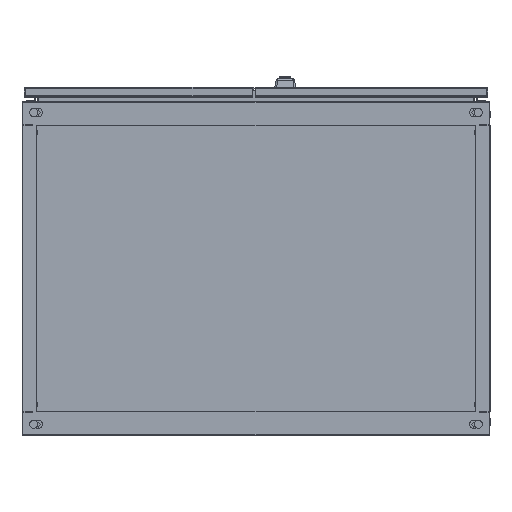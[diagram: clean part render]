
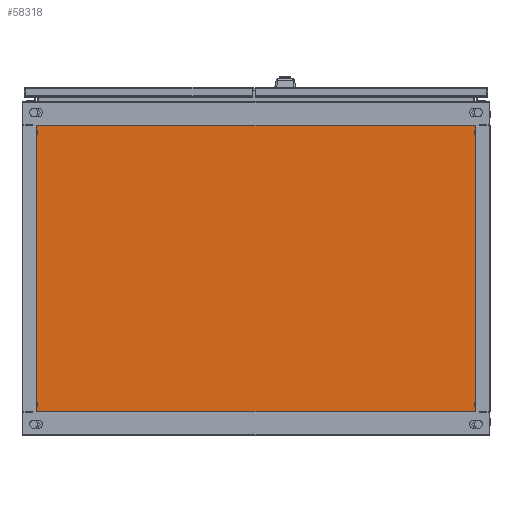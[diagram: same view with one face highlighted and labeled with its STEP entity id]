
A CAD part, front view. The second image highlights one B-rep face of the part: STEP entity #58318.
In plain terms, the highlighted planar face has unit normal (0, -1, 0).
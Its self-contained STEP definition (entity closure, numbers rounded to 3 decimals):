
#7817 = FACE_OUTER_BOUND ( 'NONE', #90602, .T. ) ;
#9043 = CARTESIAN_POINT ( 'NONE',  ( -375., 1799., -245. ) ) ;
#9844 = CARTESIAN_POINT ( 'NONE',  ( 375., 1799., -245. ) ) ;
#14630 = EDGE_CURVE ( 'NONE', #132170, #23975, #86410, .T. ) ;
#19753 = VECTOR ( 'NONE', #119543, 1000. ) ;
#20102 = VERTEX_POINT ( 'NONE', #38182 ) ;
#20186 = DIRECTION ( 'NONE',  ( 0., 1., 0. ) ) ;
#23388 = ORIENTED_EDGE ( 'NONE', *, *, #69376, .F. ) ;
#23975 = VERTEX_POINT ( 'NONE', #116887 ) ;
#31957 = CARTESIAN_POINT ( 'NONE',  ( 0., 1799., 0. ) ) ;
#32092 = ORIENTED_EDGE ( 'NONE', *, *, #93069, .F. ) ;
#38182 = CARTESIAN_POINT ( 'NONE',  ( -375., 1799., 245. ) ) ;
#43255 = VECTOR ( 'NONE', #94198, 1000. ) ;
#49515 = DIRECTION ( 'NONE',  ( 0., 0., -1. ) ) ;
#52516 = ORIENTED_EDGE ( 'NONE', *, *, #139753, .F. ) ;
#58318 = ADVANCED_FACE ( 'NONE', ( #7817 ), #109449, .F. ) ;
#60681 = LINE ( 'NONE', #83377, #43255 ) ;
#64549 = LINE ( 'NONE', #137286, #83827 ) ;
#69376 = EDGE_CURVE ( 'NONE', #20102, #75572, #60681, .T. ) ;
#75572 = VERTEX_POINT ( 'NONE', #93203 ) ;
#83377 = CARTESIAN_POINT ( 'NONE',  ( -375., 1799., 245. ) ) ;
#83827 = VECTOR ( 'NONE', #49515, 1000. ) ;
#86410 = LINE ( 'NONE', #87577, #19753 ) ;
#87577 = CARTESIAN_POINT ( 'NONE',  ( -375., 1799., -245. ) ) ;
#90602 = EDGE_LOOP ( 'NONE', ( #52516, #120270, #32092, #23388 ) ) ;
#93069 = EDGE_CURVE ( 'NONE', #75572, #132170, #64549, .T. ) ;
#93203 = CARTESIAN_POINT ( 'NONE',  ( 375., 1799., 245. ) ) ;
#94198 = DIRECTION ( 'NONE',  ( 1., 0., 0. ) ) ;
#109449 = PLANE ( 'NONE',  #127457 ) ;
#116887 = CARTESIAN_POINT ( 'NONE',  ( -375., 1799., -245. ) ) ;
#119543 = DIRECTION ( 'NONE',  ( -1., 0., 0. ) ) ;
#120270 = ORIENTED_EDGE ( 'NONE', *, *, #14630, .F. ) ;
#120390 = DIRECTION ( 'NONE',  ( 0., 0., 1. ) ) ;
#120719 = DIRECTION ( 'NONE',  ( 0., 0., 1. ) ) ;
#127457 = AXIS2_PLACEMENT_3D ( 'NONE', #31957, #20186, #120719 ) ;
#131047 = VECTOR ( 'NONE', #120390, 1000. ) ;
#132170 = VERTEX_POINT ( 'NONE', #9844 ) ;
#132754 = LINE ( 'NONE', #9043, #131047 ) ;
#137286 = CARTESIAN_POINT ( 'NONE',  ( 375., 1799., -245. ) ) ;
#139753 = EDGE_CURVE ( 'NONE', #23975, #20102, #132754, .T. ) ;
